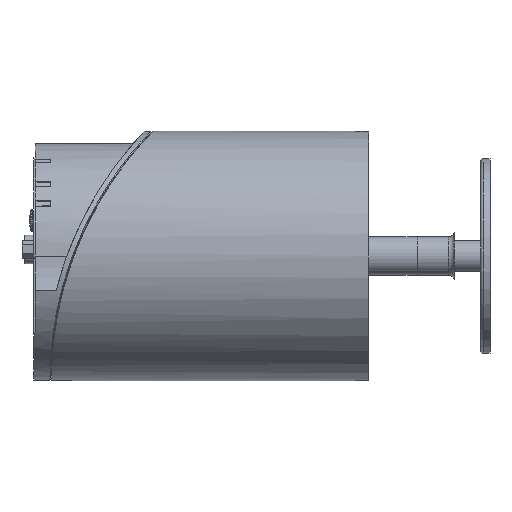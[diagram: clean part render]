
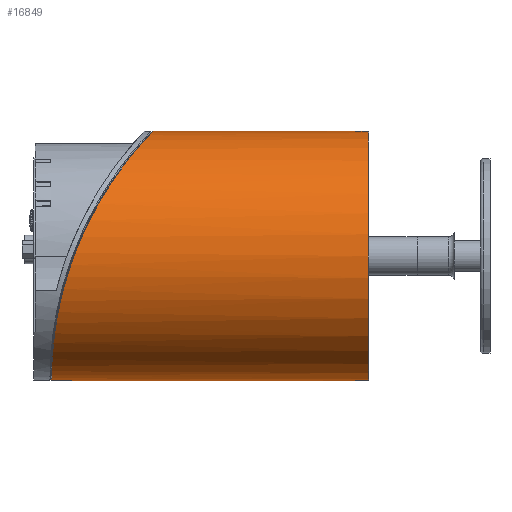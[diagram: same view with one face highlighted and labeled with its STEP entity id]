
A CAD part, left-side view. The second image highlights one B-rep face of the part: STEP entity #16849.
In plain terms, the highlighted cylindrical face has radius 41 mm (diameter 82 mm), a full revolution.
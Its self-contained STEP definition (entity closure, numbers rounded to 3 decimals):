
#472=B_SPLINE_CURVE_WITH_KNOTS('',3,(#28336,#28337,#28338,#28339,#28340,
#28341,#28342,#28343,#28344,#28345,#28346,#28347,#28348),.UNSPECIFIED.,
 .F.,.F.,(4,1,1,1,1,1,1,1,1,1,4),(-26.603,-26.128,-25.653,
-25.178,-24.703,-23.753,-22.803,
-22.169,-21.536,-20.269,-19.712),
 .UNSPECIFIED.);
#473=B_SPLINE_CURVE_WITH_KNOTS('',3,(#28349,#28350,#28351,#28352,#28353,
#28354,#28355,#28356,#28357,#28358,#28359,#28360,#28361,#28362,#28363,#28364,
#28365,#28366,#28367,#28368,#28369,#28370,#28371,#28372,#28373),
 .UNSPECIFIED.,.F.,.F.,(4,1,1,1,1,1,1,1,1,1,1,1,1,1,1,1,1,1,1,1,1,1,4),
(-19.712,-19.636,-19.002,-17.735,
-16.469,-15.202,-13.935,-12.668,
-11.401,-10.135,-8.868,-7.601,
-6.967,-6.334,-5.067,-4.434,
-3.8,-2.85,-1.9,-1.425,
-0.95,-0.475,0.),.UNSPECIFIED.);
#1870=LINE('',#28334,#3124);
#3124=VECTOR('',#22083,41.);
#3722=CYLINDRICAL_SURFACE('',#18346,41.);
#4403=FACE_OUTER_BOUND('',#5387,.T.);
#5387=EDGE_LOOP('',(#13431,#13432,#13433,#13434,#13435,#13436));
#6270=CIRCLE('',#18343,41.);
#6272=CIRCLE('',#18345,41.);
#7582=VERTEX_POINT('',#28327);
#7583=VERTEX_POINT('',#28328);
#7584=VERTEX_POINT('',#28333);
#7585=VERTEX_POINT('',#28335);
#9642=EDGE_CURVE('',#7582,#7583,#6270,.T.);
#9644=EDGE_CURVE('',#7583,#7582,#6272,.T.);
#9645=EDGE_CURVE('',#7582,#7584,#1870,.T.);
#9646=EDGE_CURVE('',#7585,#7584,#472,.T.);
#9647=EDGE_CURVE('',#7584,#7585,#473,.T.);
#13431=ORIENTED_EDGE('',*,*,#9642,.F.);
#13432=ORIENTED_EDGE('',*,*,#9645,.T.);
#13433=ORIENTED_EDGE('',*,*,#9646,.F.);
#13434=ORIENTED_EDGE('',*,*,#9647,.F.);
#13435=ORIENTED_EDGE('',*,*,#9645,.F.);
#13436=ORIENTED_EDGE('',*,*,#9644,.F.);
#16849=ADVANCED_FACE('',(#4403),#3722,.T.);
#18343=AXIS2_PLACEMENT_3D('',#28329,#22075,#22076);
#18345=AXIS2_PLACEMENT_3D('',#28331,#22079,#22080);
#18346=AXIS2_PLACEMENT_3D('',#28332,#22081,#22082);
#22075=DIRECTION('center_axis',(0.,-1.,0.));
#22076=DIRECTION('ref_axis',(-1.,0.,0.));
#22079=DIRECTION('center_axis',(0.,-1.,0.));
#22080=DIRECTION('ref_axis',(-1.,0.,0.));
#22081=DIRECTION('center_axis',(0.,-1.,0.));
#22082=DIRECTION('ref_axis',(-1.,0.,0.));
#22083=DIRECTION('',(0.,1.,0.));
#28327=CARTESIAN_POINT('',(41.,-68.6,0.));
#28328=CARTESIAN_POINT('',(-41.,-68.6,0.));
#28329=CARTESIAN_POINT('Origin',(0.,-68.6,
0.));
#28331=CARTESIAN_POINT('Origin',(0.,-68.6,
0.));
#28332=CARTESIAN_POINT('Origin',(0.,40.8,
0.));
#28333=CARTESIAN_POINT('',(41.,28.163,0.));
#28334=CARTESIAN_POINT('',(41.,40.8,0.));
#28335=CARTESIAN_POINT('',(0.,2.167,41.));
#28336=CARTESIAN_POINT('Ctrl Pts',(0.,2.167,
41.));
#28337=CARTESIAN_POINT('Ctrl Pts',(1.057,2.167,41.));
#28338=CARTESIAN_POINT('Ctrl Pts',(3.187,2.247,40.918));
#28339=CARTESIAN_POINT('Ctrl Pts',(6.597,2.632,40.522));
#28340=CARTESIAN_POINT('Ctrl Pts',(10.654,3.442,39.679));
#28341=CARTESIAN_POINT('Ctrl Pts',(16.679,5.294,37.695));
#28342=CARTESIAN_POINT('Ctrl Pts',(23.855,8.717,33.826));
#28343=CARTESIAN_POINT('Ctrl Pts',(30.338,13.255,27.976));
#28344=CARTESIAN_POINT('Ctrl Pts',(34.786,17.282,22.001));
#28345=CARTESIAN_POINT('Ctrl Pts',(38.589,21.582,14.817));
#28346=CARTESIAN_POINT('Ctrl Pts',(40.622,25.215,7.479));
#28347=CARTESIAN_POINT('Ctrl Pts',(41.,27.504,1.767));
#28348=CARTESIAN_POINT('Ctrl Pts',(41.,28.163,0.001));
#28349=CARTESIAN_POINT('Ctrl Pts',(41.,28.163,0.001));
#28350=CARTESIAN_POINT('Ctrl Pts',(41.,28.253,-0.241));
#28351=CARTESIAN_POINT('Ctrl Pts',(40.981,29.085,-2.494));
#28352=CARTESIAN_POINT('Ctrl Pts',(40.4,31.22,-8.867));
#28353=CARTESIAN_POINT('Ctrl Pts',(37.12,33.67,-18.921));
#28354=CARTESIAN_POINT('Ctrl Pts',(29.505,35.13,-29.442));
#28355=CARTESIAN_POINT('Ctrl Pts',(18.938,35.573,-37.133));
#28356=CARTESIAN_POINT('Ctrl Pts',(6.528,35.598,-41.167));
#28357=CARTESIAN_POINT('Ctrl Pts',(-6.527,35.598,-41.167));
#28358=CARTESIAN_POINT('Ctrl Pts',(-18.938,35.573,-37.133));
#28359=CARTESIAN_POINT('Ctrl Pts',(-29.507,35.13,-29.44));
#28360=CARTESIAN_POINT('Ctrl Pts',(-37.118,33.67,-18.923));
#28361=CARTESIAN_POINT('Ctrl Pts',(-40.401,31.22,-8.866));
#28362=CARTESIAN_POINT('Ctrl Pts',(-41.144,28.483,-0.697));
#28363=CARTESIAN_POINT('Ctrl Pts',(-40.686,25.327,7.252));
#28364=CARTESIAN_POINT('Ctrl Pts',(-38.589,21.582,14.817));
#28365=CARTESIAN_POINT('Ctrl Pts',(-34.786,17.282,22.001));
#28366=CARTESIAN_POINT('Ctrl Pts',(-30.338,13.255,27.976));
#28367=CARTESIAN_POINT('Ctrl Pts',(-23.855,8.717,33.826));
#28368=CARTESIAN_POINT('Ctrl Pts',(-16.679,5.294,37.695));
#28369=CARTESIAN_POINT('Ctrl Pts',(-10.654,3.442,39.679));
#28370=CARTESIAN_POINT('Ctrl Pts',(-6.597,2.632,40.522));
#28371=CARTESIAN_POINT('Ctrl Pts',(-3.187,2.247,40.918));
#28372=CARTESIAN_POINT('Ctrl Pts',(-1.057,2.167,41.));
#28373=CARTESIAN_POINT('Ctrl Pts',(0.,2.167,
41.));
